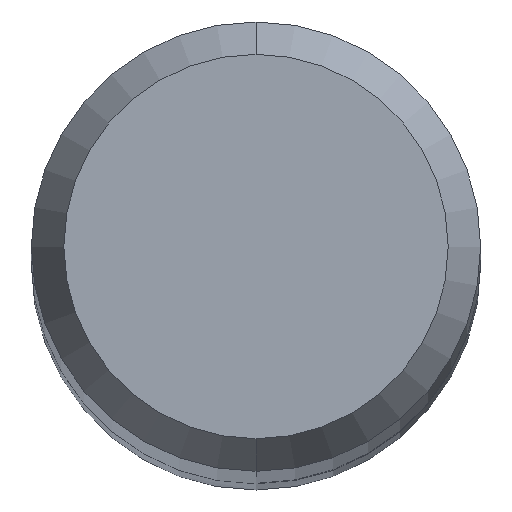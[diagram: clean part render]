
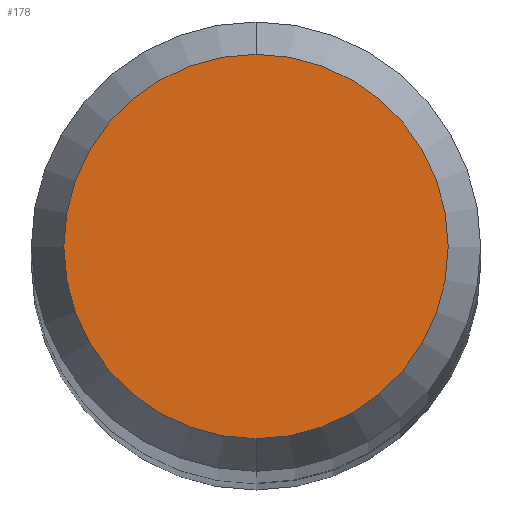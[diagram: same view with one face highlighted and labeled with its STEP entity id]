
A CAD part, top view. The second image highlights one B-rep face of the part: STEP entity #178.
In plain terms, the highlighted planar face has unit normal (0, 0, 1).
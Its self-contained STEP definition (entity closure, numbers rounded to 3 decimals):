
#122=EDGE_CURVE('',#134,#136,#249,.T.);
#134=VERTEX_POINT('',#261);
#136=VERTEX_POINT('',#263);
#162=EDGE_CURVE('',#136,#134,#292,.T.);
#178=ADVANCED_FACE('',(#311),#312,.T.);
#249=CIRCLE('',#382,1.358);
#261=CARTESIAN_POINT('',(0.0,1.358,0.01));
#263=CARTESIAN_POINT('',(0.,-1.358,0.01));
#292=CIRCLE('',#441,1.358);
#311=FACE_OUTER_BOUND('',#464,.T.);
#312=PLANE('',#465);
#382=AXIS2_PLACEMENT_3D('',#529,#530,#531);
#441=AXIS2_PLACEMENT_3D('',#579,#580,#581);
#464=EDGE_LOOP('',(#612,#613));
#465=AXIS2_PLACEMENT_3D('',#614,#615,#616);
#529=CARTESIAN_POINT('',(0.0,0.0,0.01));
#530=DIRECTION('',(0.0,0.0,-1.0));
#531=DIRECTION('',(0.0,1.0,0.0));
#579=CARTESIAN_POINT('',(0.0,0.0,0.01));
#580=DIRECTION('',(0.0,0.0,-1.0));
#581=DIRECTION('',(0.0,1.0,0.0));
#612=ORIENTED_EDGE('',*,*,#122,.F.);
#613=ORIENTED_EDGE('',*,*,#162,.F.);
#614=CARTESIAN_POINT('',(0.0,0.679,0.01));
#615=DIRECTION('',(-0.0,0.0,1.0));
#616=DIRECTION('',(0.0,-1.0,0.0));
